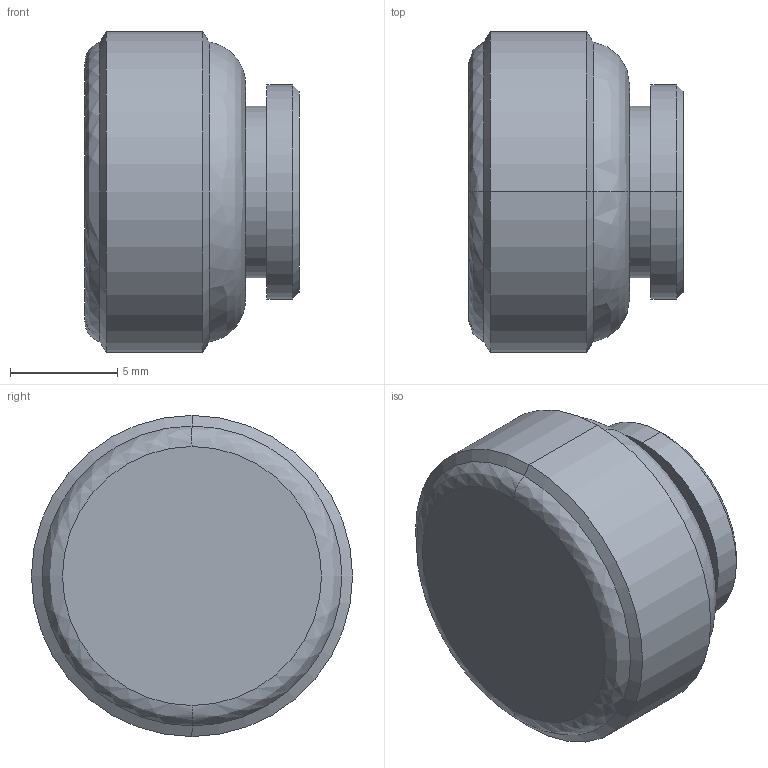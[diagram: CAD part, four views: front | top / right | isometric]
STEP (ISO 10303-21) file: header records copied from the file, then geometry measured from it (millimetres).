
FILE_DESCRIPTION( (''), '2;1');
FILE_NAME ('PC3955.25140.THA_340SUS_15_4_T_25710.stp','2025-12-03T09:13:08',(''),(''),'spGate 20.6.3 (****-****-****-****)','','');
FILE_SCHEMA (('AUTOMOTIVE_DESIGN'));
Length unit declared in the file: millimetre
Bounding box: 10 x 15 x 15 mm (x, y, z)
Volume: 1302.7 mm3; surface area: 826.1 mm2
Topology: 1 solids, 1 shells, 30 faces, 60 edges, 33 vertices
Faces by surface type: bspline 16, cylinder 10, plane 4
Entity records: 1400 total; most frequent: CARTESIAN_POINT 358, ORIENTED_EDGE 116, DIRECTION 92, COLOUR_RGB 89, PRESENTATION_STYLE_ASSIGNMENT 89, STYLED_ITEM 89, EDGE_CURVE 58, DRAUGHTING_PRE_DEFINED_CURVE_FONT 58
